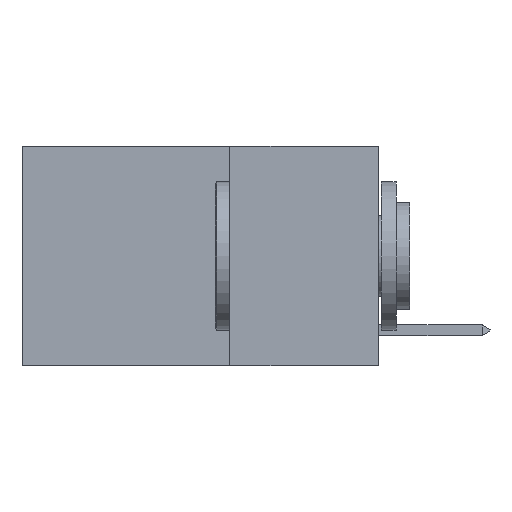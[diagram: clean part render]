
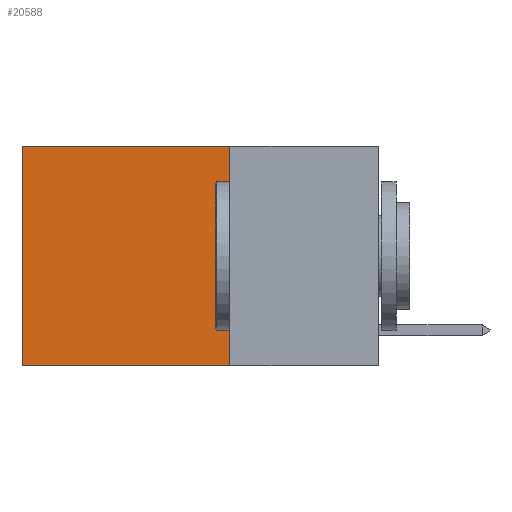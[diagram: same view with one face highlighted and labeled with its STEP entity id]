
A CAD part, left-side view. The second image highlights one B-rep face of the part: STEP entity #20588.
In plain terms, the highlighted planar face has unit normal (-1, 0, 0).
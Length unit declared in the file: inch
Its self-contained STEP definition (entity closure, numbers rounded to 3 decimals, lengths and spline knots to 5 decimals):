
#773 = VECTOR ( 'NONE', #8066, 39.37008 ) ;
#832 = CARTESIAN_POINT ( 'NONE',  ( 0.2625, 0.25, 0. ) ) ;
#970 = DIRECTION ( 'NONE',  ( 0., 0., -1. ) ) ;
#1190 = ORIENTED_EDGE ( 'NONE', *, *, #23413, .T. ) ;
#1737 = ORIENTED_EDGE ( 'NONE', *, *, #16603, .F. ) ;
#1900 = ORIENTED_EDGE ( 'NONE', *, *, #29568, .F. ) ;
#2059 = ORIENTED_EDGE ( 'NONE', *, *, #21353, .T. ) ;
#2275 = DIRECTION ( 'NONE',  ( 0., 0., -1. ) ) ;
#2375 = LINE ( 'NONE', #27647, #25456 ) ;
#2763 = VERTEX_POINT ( 'NONE', #16857 ) ;
#3387 = VECTOR ( 'NONE', #16980, 39.37008 ) ;
#4413 = CARTESIAN_POINT ( 'NONE',  ( 0.2625, 0.25, 0. ) ) ;
#8066 = DIRECTION ( 'NONE',  ( 0., 1., 0. ) ) ;
#8372 = CARTESIAN_POINT ( 'NONE',  ( 0.2625, 0.6, -0.37 ) ) ;
#9007 = LINE ( 'NONE', #10186, #3387 ) ;
#10186 = CARTESIAN_POINT ( 'NONE',  ( 0.2625, 0.25, 0. ) ) ;
#10401 = VERTEX_POINT ( 'NONE', #4413 ) ;
#11806 = CARTESIAN_POINT ( 'NONE',  ( 0.2625, 0.25, -0.37 ) ) ;
#12633 = VERTEX_POINT ( 'NONE', #11806 ) ;
#12876 = VECTOR ( 'NONE', #18989, 39.37008 ) ;
#13993 = LINE ( 'NONE', #832, #773 ) ;
#14348 = AXIS2_PLACEMENT_3D ( 'NONE', #28569, #14995, #970 ) ;
#14995 = DIRECTION ( 'NONE',  ( 1., 0., 0. ) ) ;
#15114 = VERTEX_POINT ( 'NONE', #8372 ) ;
#16603 = EDGE_CURVE ( 'NONE', #12633, #15114, #24232, .T. ) ;
#16838 = CARTESIAN_POINT ( 'NONE',  ( 0.2625, 0.25, -0.37 ) ) ;
#16857 = CARTESIAN_POINT ( 'NONE',  ( 0.2625, 0.6, 0. ) ) ;
#16980 = DIRECTION ( 'NONE',  ( 0., 0., -1. ) ) ;
#18245 = EDGE_LOOP ( 'NONE', ( #1190, #1737, #1900, #2059 ) ) ;
#18339 = FACE_OUTER_BOUND ( 'NONE', #18245, .T. ) ;
#18989 = DIRECTION ( 'NONE',  ( 0., 1., 0. ) ) ;
#20588 = ADVANCED_FACE ( 'NONE', ( #18339 ), #28466, .F. ) ;
#21353 = EDGE_CURVE ( 'NONE', #10401, #2763, #13993, .T. ) ;
#23413 = EDGE_CURVE ( 'NONE', #2763, #15114, #2375, .T. ) ;
#24232 = LINE ( 'NONE', #16838, #12876 ) ;
#25456 = VECTOR ( 'NONE', #2275, 39.37008 ) ;
#27647 = CARTESIAN_POINT ( 'NONE',  ( 0.2625, 0.6, 0. ) ) ;
#28466 = PLANE ( 'NONE',  #14348 ) ;
#28569 = CARTESIAN_POINT ( 'NONE',  ( 0.2625, 0.25, 0. ) ) ;
#29568 = EDGE_CURVE ( 'NONE', #10401, #12633, #9007, .T. ) ;
